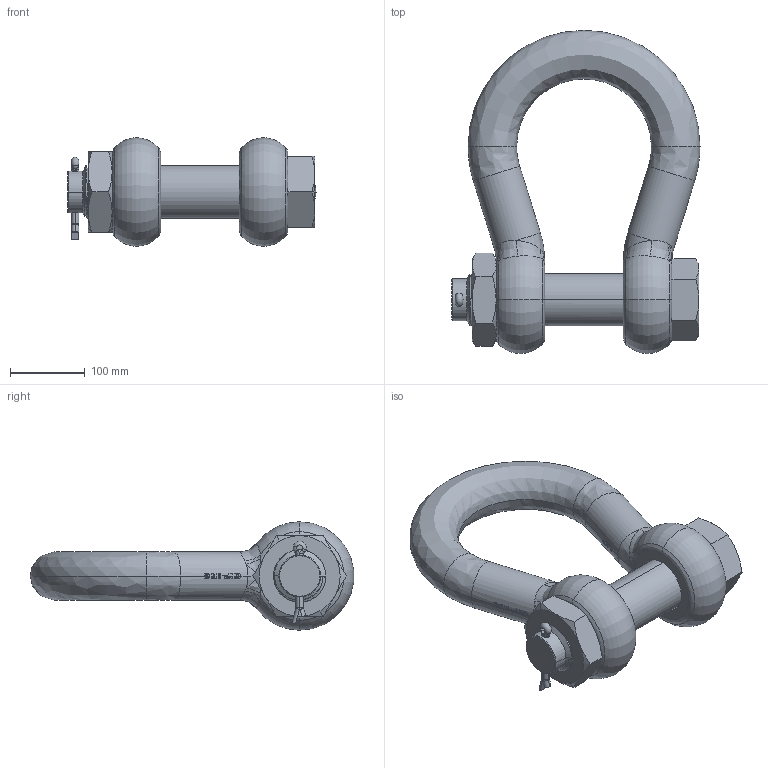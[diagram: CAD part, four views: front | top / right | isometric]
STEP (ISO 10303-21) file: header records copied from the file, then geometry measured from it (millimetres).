
FILE_DESCRIPTION(('STEP AP214'),'1');
FILE_NAME('gpghmb65.stp','2017-03-31T06:07:43',('TraceParts'),('TraceParts S.A.'),'Spatial InterOp 3D',' ',' ');
FILE_SCHEMA(('automotive_design'));
Length unit declared in the file: millimetre
Products named in the file (4): gpghmb65_1; gpghmb65_2; gpghmb65_3; gpghmb65_4
Bounding box: 331.5 x 431.97 x 145 mm (x, y, z)
Volume: 5112437.5 mm3; surface area: 386079 mm2
Topology: 4 solids, 4 shells, 801 faces, 2268 edges, 1489 vertices
Faces by surface type: bspline 337, plane 290, cylinder 135, cone 28, torus 11
Entity records: 42238 total; most frequent: CARTESIAN_POINT 24727, ORIENTED_EDGE 4520, DIRECTION 2276, EDGE_CURVE 2260, VERTEX_POINT 1489, LINE 1016, VECTOR 1016, B_SPLINE_CURVE_WITH_KNOTS 850
